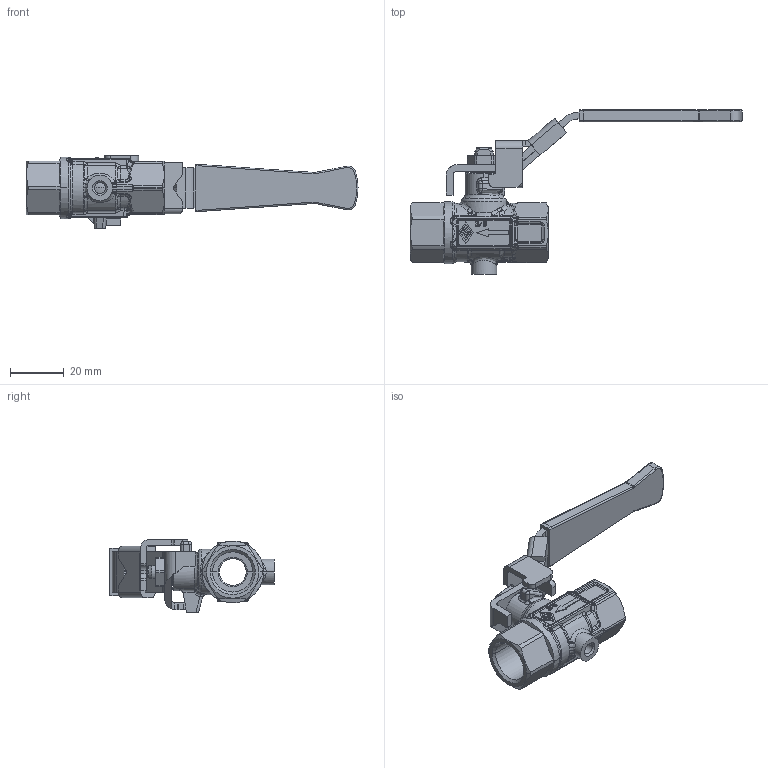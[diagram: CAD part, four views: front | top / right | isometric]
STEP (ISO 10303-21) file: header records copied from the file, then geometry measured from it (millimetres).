
FILE_DESCRIPTION(('Creo Elements/Direct Modeling STEP Export'),'2;1');
FILE_NAME('5110030000.stp','2021-05-25T11:46:23',(''),(''),'Creo Elements/Direct Modeling STEP processor for AP214 (Solid Model)','Creo Elements/Direct Modeling 20.1D 10-Oct-2020 (C) Parametric Technology GmbH','');
FILE_SCHEMA(('AUTOMOTIVE_DESIGN { 1 0 10303 214 1 1 1 1 }'));
Length unit declared in the file: millimetre
Products named in the file (2): 5110030000
Assembly tree (1 placements, depth 2):
  5110030000
    5110030000
Bounding box: 123.5 x 61.3 x 27 mm (x, y, z)
Volume: 23171.2 mm3; surface area: 13748.7 mm2
Topology: 1 solids, 1 shells, 827 faces, 2079 edges, 1262 vertices
Faces by surface type: cylinder 270, plane 195, bspline 188, torus 70, cone 50, sphere 40, extrusion 14
Entity records: 34869 total; most frequent: CARTESIAN_POINT 15027, ORIENTED_EDGE 4150, DIRECTION 3455, EDGE_CURVE 2075, AXIS2_PLACEMENT_3D 1337, VERTEX_POINT 1262, EDGE_LOOP 849, FACE_OUTER_BOUND 827
